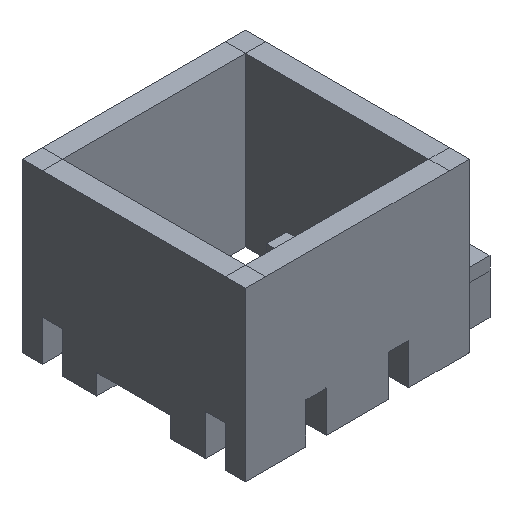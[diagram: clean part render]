
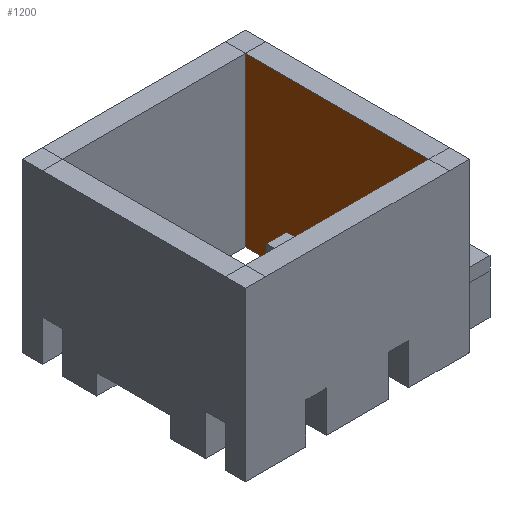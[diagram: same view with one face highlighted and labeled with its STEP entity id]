
A CAD part, isometric view. The second image highlights one B-rep face of the part: STEP entity #1200.
In plain terms, the highlighted planar face has unit normal (-1, 0, 0).
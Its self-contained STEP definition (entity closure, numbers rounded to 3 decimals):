
#22 = VERTEX_POINT('',#23);
#23 = CARTESIAN_POINT('',(13.667,13.667,0.));
#95 = PLANE('',#96);
#96 = AXIS2_PLACEMENT_3D('',#97,#98,#99);
#97 = CARTESIAN_POINT('',(15.167,0.,0.));
#98 = DIRECTION('',(-0.,-0.,-1.));
#99 = DIRECTION('',(-1.,0.,0.));
#148 = PLANE('',#149);
#149 = AXIS2_PLACEMENT_3D('',#150,#151,#152);
#150 = CARTESIAN_POINT('',(16.667,13.667,0.));
#151 = DIRECTION('',(0.,-1.,0.));
#152 = DIRECTION('',(-1.,0.,0.));
#628 = VERTEX_POINT('',#629);
#629 = CARTESIAN_POINT('',(13.667,7.5,0.));
#655 = EDGE_CURVE('',#628,#22,#656,.T.);
#656 = SURFACE_CURVE('',#657,(#661,#668),.PCURVE_S1.);
#657 = LINE('',#658,#659);
#658 = CARTESIAN_POINT('',(13.667,-16.667,0.));
#659 = VECTOR('',#660,1.);
#660 = DIRECTION('',(0.,1.,0.));
#661 = PCURVE('',#95,#662);
#662 = DEFINITIONAL_REPRESENTATION('',(#663),#667);
#663 = LINE('',#664,#665);
#664 = CARTESIAN_POINT('',(1.5,-16.667));
#665 = VECTOR('',#666,1.);
#666 = DIRECTION('',(0.,1.));
#667 = ( GEOMETRIC_REPRESENTATION_CONTEXT(2) 
PARAMETRIC_REPRESENTATION_CONTEXT() REPRESENTATION_CONTEXT('2D SPACE',''
  ) );
#668 = PCURVE('',#669,#674);
#669 = PLANE('',#670);
#670 = AXIS2_PLACEMENT_3D('',#671,#672,#673);
#671 = CARTESIAN_POINT('',(13.667,-16.667,0.));
#672 = DIRECTION('',(-1.,0.,0.));
#673 = DIRECTION('',(0.,1.,0.));
#674 = DEFINITIONAL_REPRESENTATION('',(#675),#679);
#675 = LINE('',#676,#677);
#676 = CARTESIAN_POINT('',(0.,0.));
#677 = VECTOR('',#678,1.);
#678 = DIRECTION('',(1.,0.));
#679 = ( GEOMETRIC_REPRESENTATION_CONTEXT(2) 
PARAMETRIC_REPRESENTATION_CONTEXT() REPRESENTATION_CONTEXT('2D SPACE',''
  ) );
#1133 = EDGE_CURVE('',#22,#1134,#1136,.T.);
#1134 = VERTEX_POINT('',#1135);
#1135 = CARTESIAN_POINT('',(13.667,13.667,25.));
#1136 = SURFACE_CURVE('',#1137,(#1141,#1147),.PCURVE_S1.);
#1137 = LINE('',#1138,#1139);
#1138 = CARTESIAN_POINT('',(13.667,13.667,0.));
#1139 = VECTOR('',#1140,1.);
#1140 = DIRECTION('',(0.,0.,1.));
#1141 = PCURVE('',#148,#1142);
#1142 = DEFINITIONAL_REPRESENTATION('',(#1143),#1146);
#1143 = B_SPLINE_CURVE_WITH_KNOTS('',1,(#1144,#1145),.UNSPECIFIED.,.F.,
  .F.,(2,2),(0.,25.),.PIECEWISE_BEZIER_KNOTS.);
#1144 = CARTESIAN_POINT('',(3.,0.));
#1145 = CARTESIAN_POINT('',(3.,-25.));
#1146 = ( GEOMETRIC_REPRESENTATION_CONTEXT(2) 
PARAMETRIC_REPRESENTATION_CONTEXT() REPRESENTATION_CONTEXT('2D SPACE',''
  ) );
#1147 = PCURVE('',#669,#1148);
#1148 = DEFINITIONAL_REPRESENTATION('',(#1149),#1152);
#1149 = B_SPLINE_CURVE_WITH_KNOTS('',1,(#1150,#1151),.UNSPECIFIED.,.F.,
  .F.,(2,2),(0.,25.),.PIECEWISE_BEZIER_KNOTS.);
#1150 = CARTESIAN_POINT('',(30.333,0.));
#1151 = CARTESIAN_POINT('',(30.333,-25.));
#1152 = ( GEOMETRIC_REPRESENTATION_CONTEXT(2) 
PARAMETRIC_REPRESENTATION_CONTEXT() REPRESENTATION_CONTEXT('2D SPACE',''
  ) );
#1200 = ADVANCED_FACE('',(#1201),#669,.T.);
#1201 = FACE_BOUND('',#1202,.T.);
#1202 = EDGE_LOOP('',(#1203,#1233,#1259,#1285,#1286,#1287,#1315,#1343));
#1203 = ORIENTED_EDGE('',*,*,#1204,.F.);
#1204 = EDGE_CURVE('',#1205,#1207,#1209,.T.);
#1205 = VERTEX_POINT('',#1206);
#1206 = CARTESIAN_POINT('',(13.667,-13.667,0.));
#1207 = VERTEX_POINT('',#1208);
#1208 = CARTESIAN_POINT('',(13.667,-7.5,0.));
#1209 = SURFACE_CURVE('',#1210,(#1214,#1221),.PCURVE_S1.);
#1210 = LINE('',#1211,#1212);
#1211 = CARTESIAN_POINT('',(13.667,-16.667,0.));
#1212 = VECTOR('',#1213,1.);
#1213 = DIRECTION('',(0.,1.,0.));
#1214 = PCURVE('',#669,#1215);
#1215 = DEFINITIONAL_REPRESENTATION('',(#1216),#1220);
#1216 = LINE('',#1217,#1218);
#1217 = CARTESIAN_POINT('',(0.,0.));
#1218 = VECTOR('',#1219,1.);
#1219 = DIRECTION('',(1.,0.));
#1220 = ( GEOMETRIC_REPRESENTATION_CONTEXT(2) 
PARAMETRIC_REPRESENTATION_CONTEXT() REPRESENTATION_CONTEXT('2D SPACE',''
  ) );
#1221 = PCURVE('',#1222,#1227);
#1222 = PLANE('',#1223);
#1223 = AXIS2_PLACEMENT_3D('',#1224,#1225,#1226);
#1224 = CARTESIAN_POINT('',(15.167,0.,0.));
#1225 = DIRECTION('',(-0.,-0.,-1.));
#1226 = DIRECTION('',(-1.,0.,0.));
#1227 = DEFINITIONAL_REPRESENTATION('',(#1228),#1232);
#1228 = LINE('',#1229,#1230);
#1229 = CARTESIAN_POINT('',(1.5,-16.667));
#1230 = VECTOR('',#1231,1.);
#1231 = DIRECTION('',(0.,1.));
#1232 = ( GEOMETRIC_REPRESENTATION_CONTEXT(2) 
PARAMETRIC_REPRESENTATION_CONTEXT() REPRESENTATION_CONTEXT('2D SPACE',''
  ) );
#1233 = ORIENTED_EDGE('',*,*,#1234,.F.);
#1234 = EDGE_CURVE('',#1235,#1205,#1237,.T.);
#1235 = VERTEX_POINT('',#1236);
#1236 = CARTESIAN_POINT('',(13.667,-13.667,25.));
#1237 = SURFACE_CURVE('',#1238,(#1242,#1248),.PCURVE_S1.);
#1238 = LINE('',#1239,#1240);
#1239 = CARTESIAN_POINT('',(13.667,-13.667,0.));
#1240 = VECTOR('',#1241,1.);
#1241 = DIRECTION('',(0.,0.,-1.));
#1242 = PCURVE('',#669,#1243);
#1243 = DEFINITIONAL_REPRESENTATION('',(#1244),#1247);
#1244 = B_SPLINE_CURVE_WITH_KNOTS('',1,(#1245,#1246),.UNSPECIFIED.,.F.,
  .F.,(2,2),(-25.,0.),.PIECEWISE_BEZIER_KNOTS.);
#1245 = CARTESIAN_POINT('',(3.,-25.));
#1246 = CARTESIAN_POINT('',(3.,0.));
#1247 = ( GEOMETRIC_REPRESENTATION_CONTEXT(2) 
PARAMETRIC_REPRESENTATION_CONTEXT() REPRESENTATION_CONTEXT('2D SPACE',''
  ) );
#1248 = PCURVE('',#1249,#1254);
#1249 = PLANE('',#1250);
#1250 = AXIS2_PLACEMENT_3D('',#1251,#1252,#1253);
#1251 = CARTESIAN_POINT('',(-16.667,-13.667,0.));
#1252 = DIRECTION('',(0.,1.,0.));
#1253 = DIRECTION('',(1.,0.,0.));
#1254 = DEFINITIONAL_REPRESENTATION('',(#1255),#1258);
#1255 = B_SPLINE_CURVE_WITH_KNOTS('',1,(#1256,#1257),.UNSPECIFIED.,.F.,
  .F.,(2,2),(-25.,0.),.PIECEWISE_BEZIER_KNOTS.);
#1256 = CARTESIAN_POINT('',(30.333,-25.));
#1257 = CARTESIAN_POINT('',(30.333,0.));
#1258 = ( GEOMETRIC_REPRESENTATION_CONTEXT(2) 
PARAMETRIC_REPRESENTATION_CONTEXT() REPRESENTATION_CONTEXT('2D SPACE',''
  ) );
#1259 = ORIENTED_EDGE('',*,*,#1260,.T.);
#1260 = EDGE_CURVE('',#1235,#1134,#1261,.T.);
#1261 = SURFACE_CURVE('',#1262,(#1266,#1273),.PCURVE_S1.);
#1262 = LINE('',#1263,#1264);
#1263 = CARTESIAN_POINT('',(13.667,-16.667,25.));
#1264 = VECTOR('',#1265,1.);
#1265 = DIRECTION('',(0.,1.,0.));
#1266 = PCURVE('',#669,#1267);
#1267 = DEFINITIONAL_REPRESENTATION('',(#1268),#1272);
#1268 = LINE('',#1269,#1270);
#1269 = CARTESIAN_POINT('',(0.,-25.));
#1270 = VECTOR('',#1271,1.);
#1271 = DIRECTION('',(1.,0.));
#1272 = ( GEOMETRIC_REPRESENTATION_CONTEXT(2) 
PARAMETRIC_REPRESENTATION_CONTEXT() REPRESENTATION_CONTEXT('2D SPACE',''
  ) );
#1273 = PCURVE('',#1274,#1279);
#1274 = PLANE('',#1275);
#1275 = AXIS2_PLACEMENT_3D('',#1276,#1277,#1278);
#1276 = CARTESIAN_POINT('',(15.167,0.,25.));
#1277 = DIRECTION('',(-0.,-0.,-1.));
#1278 = DIRECTION('',(-1.,0.,0.));
#1279 = DEFINITIONAL_REPRESENTATION('',(#1280),#1284);
#1280 = LINE('',#1281,#1282);
#1281 = CARTESIAN_POINT('',(1.5,-16.667));
#1282 = VECTOR('',#1283,1.);
#1283 = DIRECTION('',(0.,1.));
#1284 = ( GEOMETRIC_REPRESENTATION_CONTEXT(2) 
PARAMETRIC_REPRESENTATION_CONTEXT() REPRESENTATION_CONTEXT('2D SPACE',''
  ) );
#1285 = ORIENTED_EDGE('',*,*,#1133,.F.);
#1286 = ORIENTED_EDGE('',*,*,#655,.F.);
#1287 = ORIENTED_EDGE('',*,*,#1288,.T.);
#1288 = EDGE_CURVE('',#628,#1289,#1291,.T.);
#1289 = VERTEX_POINT('',#1290);
#1290 = CARTESIAN_POINT('',(13.667,7.5,5.));
#1291 = SURFACE_CURVE('',#1292,(#1296,#1303),.PCURVE_S1.);
#1292 = LINE('',#1293,#1294);
#1293 = CARTESIAN_POINT('',(13.667,7.5,0.));
#1294 = VECTOR('',#1295,1.);
#1295 = DIRECTION('',(0.,0.,1.));
#1296 = PCURVE('',#669,#1297);
#1297 = DEFINITIONAL_REPRESENTATION('',(#1298),#1302);
#1298 = LINE('',#1299,#1300);
#1299 = CARTESIAN_POINT('',(24.167,0.));
#1300 = VECTOR('',#1301,1.);
#1301 = DIRECTION('',(0.,-1.));
#1302 = ( GEOMETRIC_REPRESENTATION_CONTEXT(2) 
PARAMETRIC_REPRESENTATION_CONTEXT() REPRESENTATION_CONTEXT('2D SPACE',''
  ) );
#1303 = PCURVE('',#1304,#1309);
#1304 = PLANE('',#1305);
#1305 = AXIS2_PLACEMENT_3D('',#1306,#1307,#1308);
#1306 = CARTESIAN_POINT('',(10.667,7.5,0.));
#1307 = DIRECTION('',(0.,1.,0.));
#1308 = DIRECTION('',(1.,0.,0.));
#1309 = DEFINITIONAL_REPRESENTATION('',(#1310),#1314);
#1310 = LINE('',#1311,#1312);
#1311 = CARTESIAN_POINT('',(3.,0.));
#1312 = VECTOR('',#1313,1.);
#1313 = DIRECTION('',(0.,-1.));
#1314 = ( GEOMETRIC_REPRESENTATION_CONTEXT(2) 
PARAMETRIC_REPRESENTATION_CONTEXT() REPRESENTATION_CONTEXT('2D SPACE',''
  ) );
#1315 = ORIENTED_EDGE('',*,*,#1316,.T.);
#1316 = EDGE_CURVE('',#1289,#1317,#1319,.T.);
#1317 = VERTEX_POINT('',#1318);
#1318 = CARTESIAN_POINT('',(13.667,-7.5,5.));
#1319 = SURFACE_CURVE('',#1320,(#1324,#1331),.PCURVE_S1.);
#1320 = LINE('',#1321,#1322);
#1321 = CARTESIAN_POINT('',(13.667,7.5,5.));
#1322 = VECTOR('',#1323,1.);
#1323 = DIRECTION('',(0.,-1.,0.));
#1324 = PCURVE('',#669,#1325);
#1325 = DEFINITIONAL_REPRESENTATION('',(#1326),#1330);
#1326 = LINE('',#1327,#1328);
#1327 = CARTESIAN_POINT('',(24.167,-5.));
#1328 = VECTOR('',#1329,1.);
#1329 = DIRECTION('',(-1.,0.));
#1330 = ( GEOMETRIC_REPRESENTATION_CONTEXT(2) 
PARAMETRIC_REPRESENTATION_CONTEXT() REPRESENTATION_CONTEXT('2D SPACE',''
  ) );
#1331 = PCURVE('',#1332,#1337);
#1332 = PLANE('',#1333);
#1333 = AXIS2_PLACEMENT_3D('',#1334,#1335,#1336);
#1334 = CARTESIAN_POINT('',(12.167,0.,5.));
#1335 = DIRECTION('',(-0.,-0.,-1.));
#1336 = DIRECTION('',(-1.,0.,0.));
#1337 = DEFINITIONAL_REPRESENTATION('',(#1338),#1342);
#1338 = LINE('',#1339,#1340);
#1339 = CARTESIAN_POINT('',(-1.5,7.5));
#1340 = VECTOR('',#1341,1.);
#1341 = DIRECTION('',(0.,-1.));
#1342 = ( GEOMETRIC_REPRESENTATION_CONTEXT(2) 
PARAMETRIC_REPRESENTATION_CONTEXT() REPRESENTATION_CONTEXT('2D SPACE',''
  ) );
#1343 = ORIENTED_EDGE('',*,*,#1344,.F.);
#1344 = EDGE_CURVE('',#1207,#1317,#1345,.T.);
#1345 = SURFACE_CURVE('',#1346,(#1350,#1357),.PCURVE_S1.);
#1346 = LINE('',#1347,#1348);
#1347 = CARTESIAN_POINT('',(13.667,-7.5,0.));
#1348 = VECTOR('',#1349,1.);
#1349 = DIRECTION('',(0.,0.,1.));
#1350 = PCURVE('',#669,#1351);
#1351 = DEFINITIONAL_REPRESENTATION('',(#1352),#1356);
#1352 = LINE('',#1353,#1354);
#1353 = CARTESIAN_POINT('',(9.167,0.));
#1354 = VECTOR('',#1355,1.);
#1355 = DIRECTION('',(0.,-1.));
#1356 = ( GEOMETRIC_REPRESENTATION_CONTEXT(2) 
PARAMETRIC_REPRESENTATION_CONTEXT() REPRESENTATION_CONTEXT('2D SPACE',''
  ) );
#1357 = PCURVE('',#1358,#1363);
#1358 = PLANE('',#1359);
#1359 = AXIS2_PLACEMENT_3D('',#1360,#1361,#1362);
#1360 = CARTESIAN_POINT('',(13.667,-7.5,0.));
#1361 = DIRECTION('',(0.,-1.,0.));
#1362 = DIRECTION('',(-1.,0.,0.));
#1363 = DEFINITIONAL_REPRESENTATION('',(#1364),#1368);
#1364 = LINE('',#1365,#1366);
#1365 = CARTESIAN_POINT('',(0.,-0.));
#1366 = VECTOR('',#1367,1.);
#1367 = DIRECTION('',(0.,-1.));
#1368 = ( GEOMETRIC_REPRESENTATION_CONTEXT(2) 
PARAMETRIC_REPRESENTATION_CONTEXT() REPRESENTATION_CONTEXT('2D SPACE',''
  ) );
